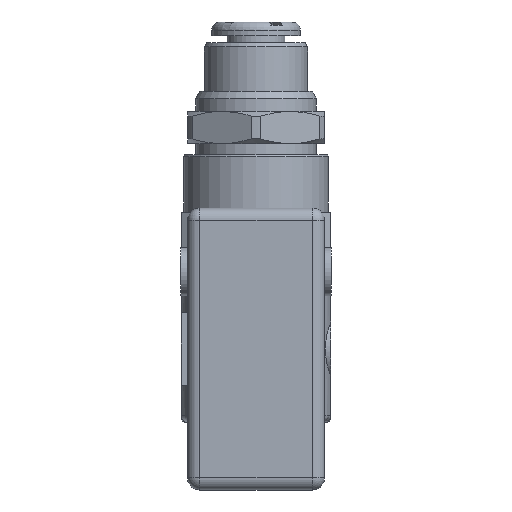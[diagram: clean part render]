
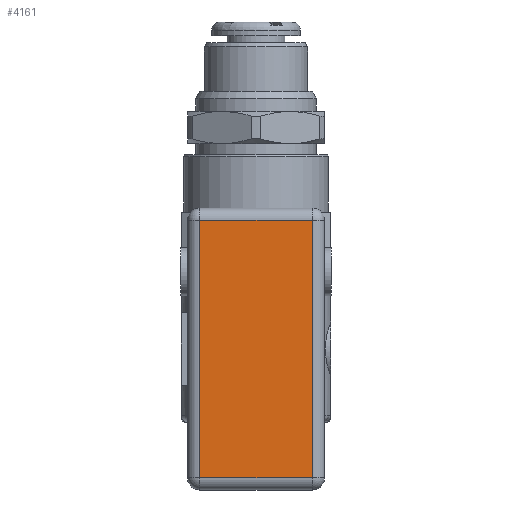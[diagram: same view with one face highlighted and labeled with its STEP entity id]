
A CAD part, left-side view. The second image highlights one B-rep face of the part: STEP entity #4161.
In plain terms, the highlighted planar face has unit normal (-1, 0, 0).
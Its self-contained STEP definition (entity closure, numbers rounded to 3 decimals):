
#233=LINE('',#6321,#557);
#236=LINE('',#6339,#560);
#241=LINE('',#6353,#565);
#243=LINE('',#6356,#567);
#557=VECTOR('',#5005,10.);
#560=VECTOR('',#5028,10.);
#565=VECTOR('',#5045,10.);
#567=VECTOR('',#5049,10.);
#933=FACE_OUTER_BOUND('',#1183,.T.);
#1183=EDGE_LOOP('',(#2777,#2778,#2779,#2780));
#1636=VERTEX_POINT('',#6294);
#1641=VERTEX_POINT('',#6312);
#1645=VERTEX_POINT('',#6332);
#1650=VERTEX_POINT('',#6348);
#2053=EDGE_CURVE('',#1636,#1641,#233,.T.);
#2062=EDGE_CURVE('',#1645,#1636,#236,.T.);
#2070=EDGE_CURVE('',#1641,#1650,#241,.T.);
#2072=EDGE_CURVE('',#1650,#1645,#243,.T.);
#2777=ORIENTED_EDGE('',*,*,#2053,.F.);
#2778=ORIENTED_EDGE('',*,*,#2062,.F.);
#2779=ORIENTED_EDGE('',*,*,#2072,.F.);
#2780=ORIENTED_EDGE('',*,*,#2070,.F.);
#3745=PLANE('',#4459);
#4161=ADVANCED_FACE('',(#933),#3745,.T.);
#4459=AXIS2_PLACEMENT_3D('',#6368,#5067,#5068);
#5005=DIRECTION('',(0.,1.,0.));
#5028=DIRECTION('',(0.,0.,-1.));
#5045=DIRECTION('',(0.,0.,1.));
#5049=DIRECTION('',(0.,-1.,0.));
#5067=DIRECTION('center_axis',(-1.,0.,0.));
#5068=DIRECTION('ref_axis',(0.,-1.,0.));
#6294=CARTESIAN_POINT('',(-17.503,-7.347,-17.));
#6312=CARTESIAN_POINT('',(-17.503,6.653,-17.));
#6321=CARTESIAN_POINT('',(-17.503,3.903,-17.));
#6332=CARTESIAN_POINT('',(-17.503,-7.347,15.));
#6339=CARTESIAN_POINT('',(-17.503,-7.347,-18.5));
#6348=CARTESIAN_POINT('',(-17.503,6.653,15.));
#6353=CARTESIAN_POINT('',(-17.503,6.653,-18.5));
#6356=CARTESIAN_POINT('',(-17.503,3.903,15.));
#6368=CARTESIAN_POINT('Origin',(-17.503,8.153,-18.5));
